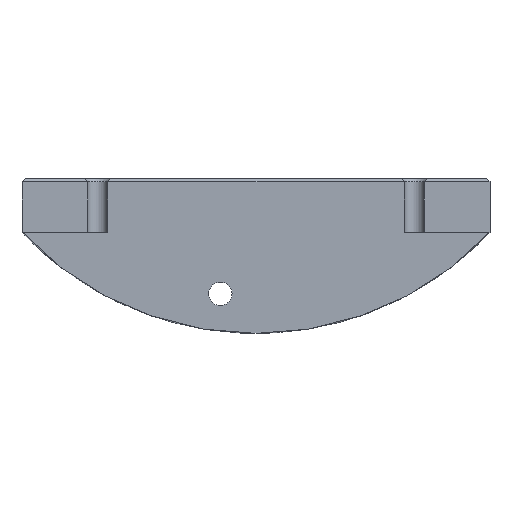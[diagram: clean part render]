
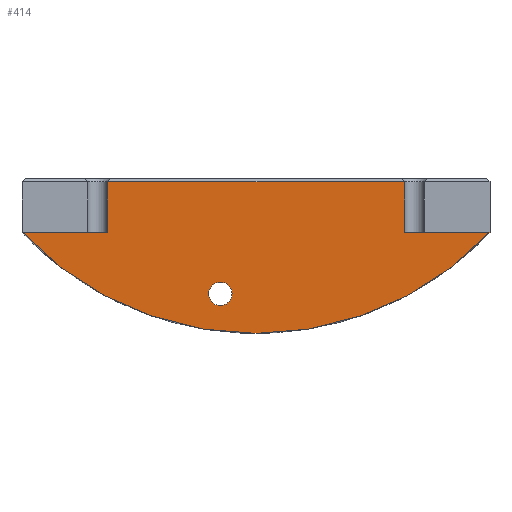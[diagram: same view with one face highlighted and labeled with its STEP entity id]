
A CAD part, front view. The second image highlights one B-rep face of the part: STEP entity #414.
In plain terms, the highlighted planar face has unit normal (0, -1, 0).
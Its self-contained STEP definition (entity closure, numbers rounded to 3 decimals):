
#75 = EDGE_CURVE ( 'NONE', #2174, #4491, #7330, .T. ) ;
#287 = DIRECTION ( 'NONE',  ( -1., 0., 0. ) ) ;
#324 = DIRECTION ( 'NONE',  ( -1., 0., 0. ) ) ;
#376 = VERTEX_POINT ( 'NONE', #4061 ) ;
#414 = ADVANCED_FACE ( 'NONE', ( #2249, #7600 ), #1024, .F. ) ;
#425 = EDGE_CURVE ( 'NONE', #4491, #956, #7556, .T. ) ;
#500 = AXIS2_PLACEMENT_3D ( 'NONE', #7668, #4169, #1691 ) ;
#639 = LINE ( 'NONE', #1946, #2016 ) ;
#706 = EDGE_CURVE ( 'NONE', #1005, #2895, #3535, .T. ) ;
#828 = CARTESIAN_POINT ( 'NONE',  ( 31.42, 5., -9.25 ) ) ;
#956 = VERTEX_POINT ( 'NONE', #4778 ) ;
#1005 = VERTEX_POINT ( 'NONE', #2809 ) ;
#1024 = PLANE ( 'NONE',  #8099 ) ;
#1072 = DIRECTION ( 'NONE',  ( 0., 1., 0. ) ) ;
#1246 = VERTEX_POINT ( 'NONE', #1796 ) ;
#1288 = CARTESIAN_POINT ( 'NONE',  ( 9.8, 5., 0. ) ) ;
#1331 = DIRECTION ( 'NONE',  ( 0., -1., 0. ) ) ;
#1360 = VECTOR ( 'NONE', #2863, 1000. ) ;
#1417 = CARTESIAN_POINT ( 'NONE',  ( 0., 5., 0. ) ) ;
#1447 = VERTEX_POINT ( 'NONE', #5586 ) ;
#1691 = DIRECTION ( 'NONE',  ( 1., 0., 0. ) ) ;
#1796 = CARTESIAN_POINT ( 'NONE',  ( 70., 5., 0. ) ) ;
#1946 = CARTESIAN_POINT ( 'NONE',  ( 0., 5., 0. ) ) ;
#2016 = VECTOR ( 'NONE', #2734, 1000. ) ;
#2053 = DIRECTION ( 'NONE',  ( -1., 0., 0. ) ) ;
#2174 = VERTEX_POINT ( 'NONE', #2506 ) ;
#2242 = ORIENTED_EDGE ( 'NONE', *, *, #2677, .F. ) ;
#2249 = FACE_OUTER_BOUND ( 'NONE', #8356, .T. ) ;
#2289 = ORIENTED_EDGE ( 'NONE', *, *, #706, .F. ) ;
#2297 = EDGE_CURVE ( 'NONE', #2174, #376, #8389, .T. ) ;
#2332 = AXIS2_PLACEMENT_3D ( 'NONE', #8274, #3633, #3817 ) ;
#2436 = ORIENTED_EDGE ( 'NONE', *, *, #425, .T. ) ;
#2506 = CARTESIAN_POINT ( 'NONE',  ( 57.2, 5., 7.5 ) ) ;
#2561 = VERTEX_POINT ( 'NONE', #1288 ) ;
#2669 = CARTESIAN_POINT ( 'NONE',  ( 0., 5., 0. ) ) ;
#2677 = EDGE_CURVE ( 'NONE', #2895, #1005, #6480, .T. ) ;
#2734 = DIRECTION ( 'NONE',  ( -1., 0., 0. ) ) ;
#2772 = ORIENTED_EDGE ( 'NONE', *, *, #2297, .F. ) ;
#2809 = CARTESIAN_POINT ( 'NONE',  ( 27.92, 5., -9.25 ) ) ;
#2863 = DIRECTION ( 'NONE',  ( -1., 0., 0. ) ) ;
#2895 = VERTEX_POINT ( 'NONE', #828 ) ;
#2989 = VECTOR ( 'NONE', #2053, 1000. ) ;
#3280 = EDGE_CURVE ( 'NONE', #2561, #1447, #639, .T. ) ;
#3481 = VECTOR ( 'NONE', #3949, 1000. ) ;
#3535 = CIRCLE ( 'NONE', #8107, 1.75 ) ;
#3570 = CARTESIAN_POINT ( 'NONE',  ( 0., 5., 8. ) ) ;
#3633 = DIRECTION ( 'NONE',  ( 0., -1., 0. ) ) ;
#3708 = DIRECTION ( 'NONE',  ( 0., 0., -1. ) ) ;
#3817 = DIRECTION ( 'NONE',  ( 1., 0., 0. ) ) ;
#3949 = DIRECTION ( 'NONE',  ( -1., 0., 0. ) ) ;
#4020 = ORIENTED_EDGE ( 'NONE', *, *, #3280, .T. ) ;
#4061 = CARTESIAN_POINT ( 'NONE',  ( 57.2, 5., 0. ) ) ;
#4169 = DIRECTION ( 'NONE',  ( 0., -1., 0. ) ) ;
#4193 = CARTESIAN_POINT ( 'NONE',  ( 12.8, 5., 7.5 ) ) ;
#4292 = VECTOR ( 'NONE', #324, 1000. ) ;
#4491 = VERTEX_POINT ( 'NONE', #4193 ) ;
#4526 = VECTOR ( 'NONE', #3708, 1000. ) ;
#4558 = VECTOR ( 'NONE', #8437, 1000. ) ;
#4778 = CARTESIAN_POINT ( 'NONE',  ( 12.8, 5., 0. ) ) ;
#4947 = VERTEX_POINT ( 'NONE', #5693 ) ;
#5044 = LINE ( 'NONE', #5700, #4292 ) ;
#5047 = CARTESIAN_POINT ( 'NONE',  ( 57.2, 5., 8. ) ) ;
#5410 = ORIENTED_EDGE ( 'NONE', *, *, #6721, .T. ) ;
#5480 = DIRECTION ( 'NONE',  ( 1., 0., 0. ) ) ;
#5541 = EDGE_LOOP ( 'NONE', ( #2242, #2289 ) ) ;
#5586 = CARTESIAN_POINT ( 'NONE',  ( 0., 5., 0. ) ) ;
#5693 = CARTESIAN_POINT ( 'NONE',  ( 60.2, 5., 0. ) ) ;
#5700 = CARTESIAN_POINT ( 'NONE',  ( 0., 5., 0. ) ) ;
#5743 = ORIENTED_EDGE ( 'NONE', *, *, #8156, .T. ) ;
#6064 = EDGE_CURVE ( 'NONE', #1447, #1246, #8166, .T. ) ;
#6173 = LINE ( 'NONE', #1417, #1360 ) ;
#6480 = CIRCLE ( 'NONE', #500, 1.75 ) ;
#6517 = ORIENTED_EDGE ( 'NONE', *, *, #75, .T. ) ;
#6619 = EDGE_CURVE ( 'NONE', #4947, #376, #6173, .T. ) ;
#6631 = LINE ( 'NONE', #2669, #3481 ) ;
#6721 = EDGE_CURVE ( 'NONE', #956, #2561, #5044, .T. ) ;
#7039 = ORIENTED_EDGE ( 'NONE', *, *, #6064, .T. ) ;
#7301 = CARTESIAN_POINT ( 'NONE',  ( 29.67, 5., -9.25 ) ) ;
#7330 = LINE ( 'NONE', #8067, #2989 ) ;
#7556 = LINE ( 'NONE', #8349, #4526 ) ;
#7600 = FACE_BOUND ( 'NONE', #5541, .T. ) ;
#7668 = CARTESIAN_POINT ( 'NONE',  ( 29.67, 5., -9.25 ) ) ;
#7808 = ORIENTED_EDGE ( 'NONE', *, *, #6619, .T. ) ;
#8067 = CARTESIAN_POINT ( 'NONE',  ( 12.8, 5., 7.5 ) ) ;
#8099 = AXIS2_PLACEMENT_3D ( 'NONE', #3570, #1072, #287 ) ;
#8107 = AXIS2_PLACEMENT_3D ( 'NONE', #7301, #1331, #5480 ) ;
#8156 = EDGE_CURVE ( 'NONE', #1246, #4947, #6631, .T. ) ;
#8166 = CIRCLE ( 'NONE', #2332, 48. ) ;
#8274 = CARTESIAN_POINT ( 'NONE',  ( 35., 5., 32.848 ) ) ;
#8349 = CARTESIAN_POINT ( 'NONE',  ( 12.8, 5., 8. ) ) ;
#8356 = EDGE_LOOP ( 'NONE', ( #2772, #6517, #2436, #5410, #4020, #7039, #5743, #7808 ) ) ;
#8389 = LINE ( 'NONE', #5047, #4558 ) ;
#8437 = DIRECTION ( 'NONE',  ( 0., 0., -1. ) ) ;
